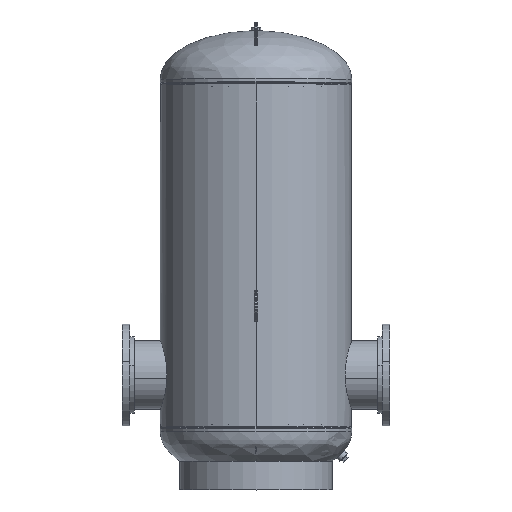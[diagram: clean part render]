
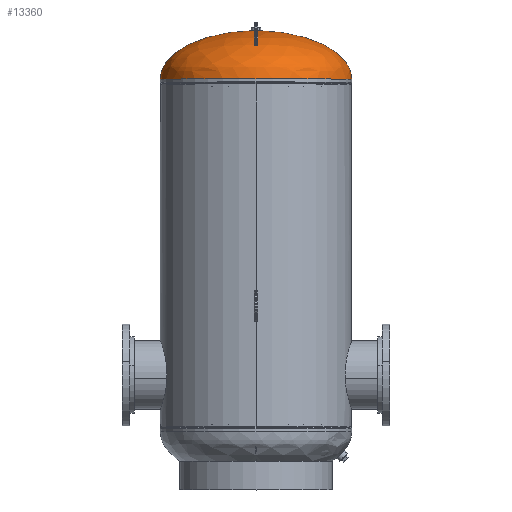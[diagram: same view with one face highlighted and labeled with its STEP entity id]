
A CAD part, top view. The second image highlights one B-rep face of the part: STEP entity #13360.
In plain terms, the highlighted free-form (B-spline) face has degree [3, 3] with [4, 4] control points.
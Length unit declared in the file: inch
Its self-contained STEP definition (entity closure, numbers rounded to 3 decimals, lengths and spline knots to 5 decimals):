
#312 = CIRCLE ( 'NONE', #8861, 0.625 ) ;
#332 = AXIS2_PLACEMENT_3D ( 'NONE', #1163, #9772, #13083 ) ;
#440 = CARTESIAN_POINT ( 'NONE',  ( -9.11675, 8.18929, 0. ) ) ;
#611 = DIRECTION ( 'NONE',  ( -1., 0., 0. ) ) ;
#720 = FACE_OUTER_BOUND ( 'NONE', #2938, .T. ) ;
#1035 = ORIENTED_EDGE ( 'NONE', *, *, #10563, .T. ) ;
#1062 = CARTESIAN_POINT ( 'NONE',  ( 0.625, 8.36841, 0. ) ) ;
#1163 = CARTESIAN_POINT ( 'NONE',  ( 0., 8.36841, 0. ) ) ;
#1248 = VERTEX_POINT ( 'NONE', #8183 ) ;
#1840 = CARTESIAN_POINT ( 'NONE',  ( -0.625, 8.36841, 0. ) ) ;
#2435 = DIRECTION ( 'NONE',  ( -1., 0., 0. ) ) ;
#2755 = CARTESIAN_POINT ( 'NONE',  ( 15., 5.08686, 0. ) ) ;
#2895 = CARTESIAN_POINT ( 'NONE',  ( 0.625, 8.36841, 1.25 ) ) ;
#2938 = EDGE_LOOP ( 'NONE', ( #1035, #7309, #10194, #11951, #9881 ) ) ;
#3250 = CARTESIAN_POINT ( 'NONE',  ( 9.11675, 8.18929, 0. ) ) ;
#3338 = AXIS2_PLACEMENT_3D ( 'NONE', #8024, #8996, #611 ) ;
#4019 = CARTESIAN_POINT ( 'NONE',  ( -15., 5.08686, 0. ) ) ;
#4092 = CARTESIAN_POINT ( 'NONE',  ( -15., 0.788, 30. ) ) ;
#4419 = CARTESIAN_POINT ( 'NONE',  ( -15., 0.788, 0. ) ) ;
#4931 = CARTESIAN_POINT ( 'NONE',  ( -9.11675, 8.18929, 0. ) ) ;
#5591 =( BOUNDED_CURVE ( )  B_SPLINE_CURVE ( 3, ( #1062, #3250, #10793, #13840 ),
 .UNSPECIFIED., .F., .F. ) 
 B_SPLINE_CURVE_WITH_KNOTS ( ( 4, 4 ),
 ( 4.75407, 6.28319 ),
 .UNSPECIFIED. ) 
 CURVE ( )  GEOMETRIC_REPRESENTATION_ITEM ( )  RATIONAL_B_SPLINE_CURVE ( ( 1., 0.814, 0.814, 1. ) ) 
 REPRESENTATION_ITEM ( '' )  );
#5929 = EDGE_CURVE ( 'NONE', #12312, #11531, #8188, .T. ) ;
#6154 = CARTESIAN_POINT ( 'NONE',  ( -15., 0.788, 0. ) ) ;
#6643 = CIRCLE ( 'NONE', #332, 0.625 ) ;
#6855 = CARTESIAN_POINT ( 'NONE',  ( 0., 8.36841, 0.625 ) ) ;
#7199 = CARTESIAN_POINT ( 'NONE',  ( 0.625, 8.36841, 0. ) ) ;
#7309 = ORIENTED_EDGE ( 'NONE', *, *, #5929, .T. ) ;
#7380 = VERTEX_POINT ( 'NONE', #6855 ) ;
#7673 = CARTESIAN_POINT ( 'NONE',  ( 15., 0.788, 0. ) ) ;
#7810 = CARTESIAN_POINT ( 'NONE',  ( 0., 8.36841, 0. ) ) ;
#7991 = CARTESIAN_POINT ( 'NONE',  ( -0.625, 8.36841, 0. ) ) ;
#8024 = CARTESIAN_POINT ( 'NONE',  ( 0., 0.788, 0. ) ) ;
#8125 = CARTESIAN_POINT ( 'NONE',  ( 9.11675, 8.18929, 0. ) ) ;
#8183 = CARTESIAN_POINT ( 'NONE',  ( 0.625, 8.36841, 0. ) ) ;
#8188 =( BOUNDED_CURVE ( )  B_SPLINE_CURVE ( 3, ( #7991, #440, #13631, #11431 ),
 .UNSPECIFIED., .F., .F. ) 
 B_SPLINE_CURVE_WITH_KNOTS ( ( 4, 4 ),
 ( 4.75407, 6.28319 ),
 .UNSPECIFIED. ) 
 CURVE ( )  GEOMETRIC_REPRESENTATION_ITEM ( )  RATIONAL_B_SPLINE_CURVE ( ( 1., 0.814, 0.814, 1. ) ) 
 REPRESENTATION_ITEM ( '' )  );
#8196 = CARTESIAN_POINT ( 'NONE',  ( -9.11675, 8.18929, 18.23349 ) ) ;
#8265 = CARTESIAN_POINT ( 'NONE',  ( 15., 0.788, 30. ) ) ;
#8780 = EDGE_CURVE ( 'NONE', #1248, #7380, #312, .T. ) ;
#8861 = AXIS2_PLACEMENT_3D ( 'NONE', #7810, #10063, #2435 ) ;
#8996 = DIRECTION ( 'NONE',  ( 0., 1., 0. ) ) ;
#9233 = CARTESIAN_POINT ( 'NONE',  ( 15., 5.08686, 30. ) ) ;
#9443 = CARTESIAN_POINT ( 'NONE',  ( 9.11675, 8.18929, 18.23349 ) ) ;
#9772 = DIRECTION ( 'NONE',  ( 0., -1., 0. ) ) ;
#9881 = ORIENTED_EDGE ( 'NONE', *, *, #8780, .T. ) ;
#9915 = CARTESIAN_POINT ( 'NONE',  ( -0.625, 8.36841, 0. ) ) ;
#10063 = DIRECTION ( 'NONE',  ( 0., -1., 0. ) ) ;
#10096 = CIRCLE ( 'NONE', #3338, 15. ) ;
#10194 = ORIENTED_EDGE ( 'NONE', *, *, #12121, .T. ) ;
#10233 = VERTEX_POINT ( 'NONE', #7673 ) ;
#10306 = CARTESIAN_POINT ( 'NONE',  ( -15., 5.08686, 30. ) ) ;
#10563 = EDGE_CURVE ( 'NONE', #7380, #12312, #6643, .T. ) ;
#10793 = CARTESIAN_POINT ( 'NONE',  ( 15., 5.08686, 0. ) ) ;
#11431 = CARTESIAN_POINT ( 'NONE',  ( -15., 0.788, 0. ) ) ;
#11531 = VERTEX_POINT ( 'NONE', #4419 ) ;
#11951 = ORIENTED_EDGE ( 'NONE', *, *, #13714, .F. ) ;
#12121 = EDGE_CURVE ( 'NONE', #11531, #10233, #10096, .T. ) ;
#12312 = VERTEX_POINT ( 'NONE', #9915 ) ;
#12342 =( BOUNDED_SURFACE ( )  B_SPLINE_SURFACE ( 3, 3, ( 
 ( #1840, #12427, #2895, #7199 ),
 ( #4931, #8196, #9443, #8125 ),
 ( #4019, #10306, #9233, #2755 ),
 ( #6154, #4092, #8265, #12706 ) ),
 .UNSPECIFIED., .F., .F., .F. ) 
 B_SPLINE_SURFACE_WITH_KNOTS ( ( 4, 4 ),
 ( 4, 4 ),
 ( 0., 1. ),
 ( 0., 1. ),
 .UNSPECIFIED. ) 
 GEOMETRIC_REPRESENTATION_ITEM ( )  RATIONAL_B_SPLINE_SURFACE ( (
 ( 1., 0.333, 0.333, 1.),
 ( 0.814, 0.271, 0.271, 0.814),
 ( 0.814, 0.271, 0.271, 0.814),
 ( 1., 0.333, 0.333, 1.) ) ) 
 REPRESENTATION_ITEM ( '' )  SURFACE ( )  );
#12427 = CARTESIAN_POINT ( 'NONE',  ( -0.625, 8.36841, 1.25 ) ) ;
#12706 = CARTESIAN_POINT ( 'NONE',  ( 15., 0.788, 0. ) ) ;
#13083 = DIRECTION ( 'NONE',  ( -1., 0., 0. ) ) ;
#13360 = ADVANCED_FACE ( 'NONE', ( #720 ), #12342, .T. ) ;
#13631 = CARTESIAN_POINT ( 'NONE',  ( -15., 5.08686, 0. ) ) ;
#13714 = EDGE_CURVE ( 'NONE', #1248, #10233, #5591, .T. ) ;
#13840 = CARTESIAN_POINT ( 'NONE',  ( 15., 0.788, 0. ) ) ;
